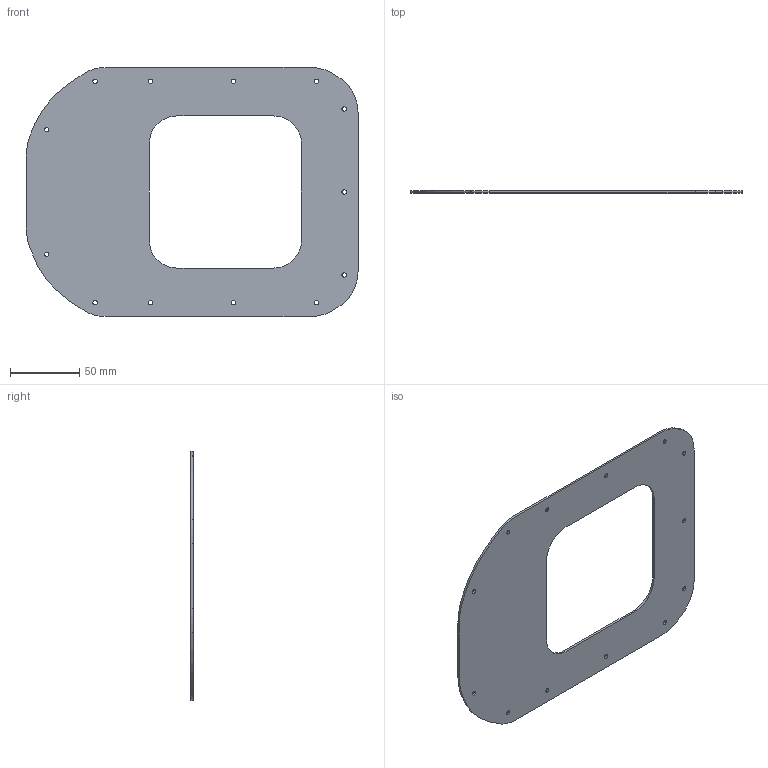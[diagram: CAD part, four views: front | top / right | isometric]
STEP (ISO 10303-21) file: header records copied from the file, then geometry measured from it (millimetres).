
FILE_DESCRIPTION (( 'STEP AP203' ), '1' );
FILE_NAME ('Ïëàòà óïðàâëåíèÿ.STEP', '2018-03-13T18:00:42', ( '' ), ( '' ), 'SwSTEP 2.0', 'SolidWorks 2016', '' );
FILE_SCHEMA (( 'CONFIG_CONTROL_DESIGN' ));
Length unit declared in the file: millimetre
Products named in the file (1): Ïëàòà óïðàâëåíèÿ
Bounding box: 240 x 1.55 x 180 mm (x, y, z)
Volume: 42898.9 mm3; surface area: 59524.1 mm2
Topology: 1 solids, 1 shells, 114 faces, 276 edges, 184 vertices
Faces by surface type: cylinder 78, plane 32, bspline 4
Entity records: 3917 total; most frequent: CARTESIAN_POINT 971, DIRECTION 646, ORIENTED_EDGE 552, EDGE_CURVE 276, AXIS2_PLACEMENT_3D 267, VERTEX_POINT 184, EDGE_LOOP 162, CIRCLE 156
